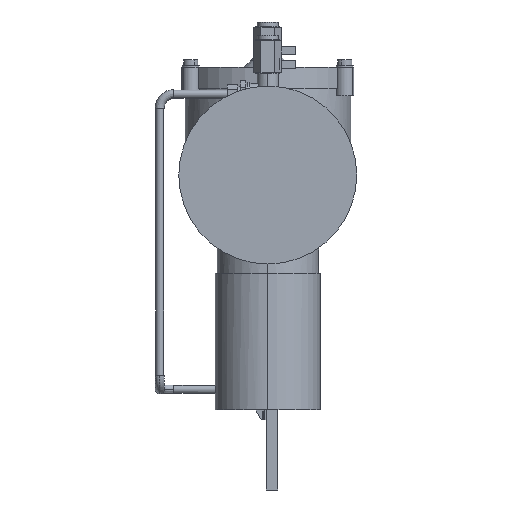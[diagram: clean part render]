
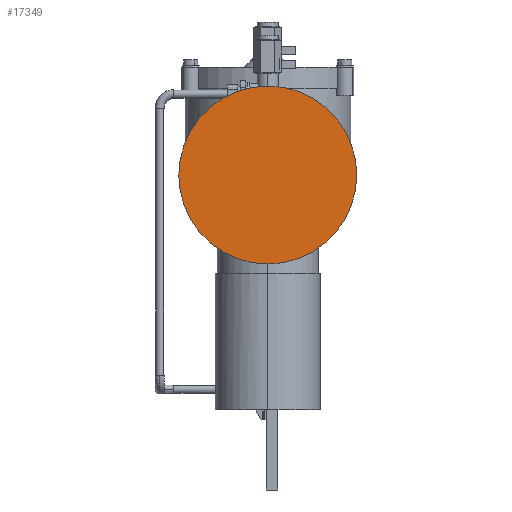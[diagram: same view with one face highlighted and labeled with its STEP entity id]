
A CAD part, left-side view. The second image highlights one B-rep face of the part: STEP entity #17349.
In plain terms, the highlighted planar face has unit normal (-1, 0, 0).
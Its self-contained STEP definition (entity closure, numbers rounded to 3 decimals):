
#13853=EDGE_CURVE('',#15485,#15763,#27378,.T.);
#15485=VERTEX_POINT('',#29166);
#15727=EDGE_CURVE('',#15763,#15485,#29433,.T.);
#15763=VERTEX_POINT('',#29473);
#17349=ADVANCED_FACE('',(#31189),#31190,.T.);
#27378=CIRCLE('',#45969,100.0);
#29166=CARTESIAN_POINT('',(-230.0,0.,100.0));
#29433=CIRCLE('',#49022,100.0);
#29473=CARTESIAN_POINT('',(-230.0,0.0,-100.0));
#31189=FACE_OUTER_BOUND('',#52176,.T.);
#31190=PLANE('',#52177);
#45969=AXIS2_PLACEMENT_3D('',#65401,#65402,#65403);
#49022=AXIS2_PLACEMENT_3D('',#67843,#67844,#67845);
#52176=EDGE_LOOP('',(#69629,#69630));
#52177=AXIS2_PLACEMENT_3D('',#69631,#69632,#69633);
#65401=CARTESIAN_POINT('',(-230.0,0.0,0.0));
#65402=DIRECTION('',(-1.0,0.0,0.0));
#65403=DIRECTION('',(0.0,0.0,-1.0));
#67843=CARTESIAN_POINT('',(-230.0,0.0,0.0));
#67844=DIRECTION('',(-1.0,0.0,0.0));
#67845=DIRECTION('',(0.0,0.0,-1.0));
#69629=ORIENTED_EDGE('',*,*,#15727,.T.);
#69630=ORIENTED_EDGE('',*,*,#13853,.T.);
#69631=CARTESIAN_POINT('',(-230.0,0.0,0.0));
#69632=DIRECTION('',(-1.0,0.0,0.0));
#69633=DIRECTION('',(0.0,0.0,-1.0));
